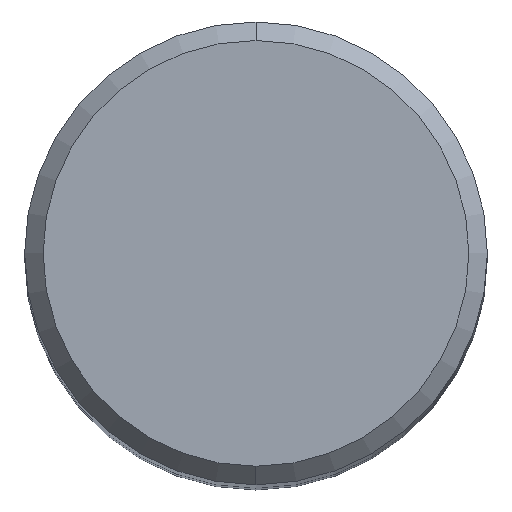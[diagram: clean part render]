
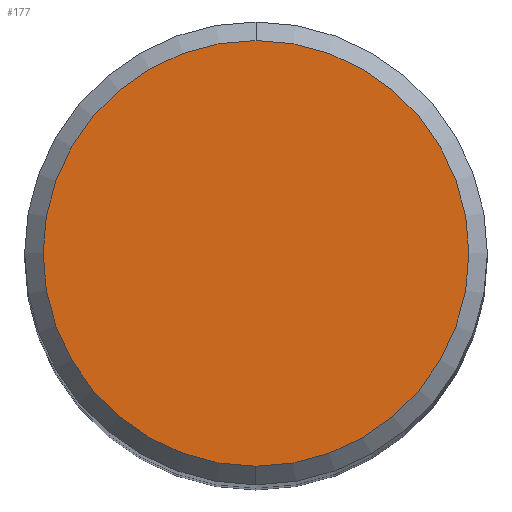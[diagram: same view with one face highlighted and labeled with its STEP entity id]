
A CAD part, top view. The second image highlights one B-rep face of the part: STEP entity #177.
In plain terms, the highlighted planar face has unit normal (0, 0, 1).
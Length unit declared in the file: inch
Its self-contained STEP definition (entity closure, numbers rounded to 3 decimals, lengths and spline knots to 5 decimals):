
#35 = DIRECTION ( 'NONE',  ( 0., 0., 1. ) ) ;
#68 = EDGE_LOOP ( 'NONE', ( #269, #359 ) ) ;
#74 = DIRECTION ( 'NONE',  ( 0., 0., -1. ) ) ;
#78 = DIRECTION ( 'NONE',  ( 0., 1., 0. ) ) ;
#102 = VERTEX_POINT ( 'NONE', #127 ) ;
#108 = EDGE_CURVE ( 'NONE', #102, #272, #135, .T. ) ;
#114 = DIRECTION ( 'NONE',  ( 0., -1., 0. ) ) ;
#116 = CARTESIAN_POINT ( 'NONE',  ( 0., -0.23, 0. ) ) ;
#127 = CARTESIAN_POINT ( 'NONE',  ( 0., 0.23, 0. ) ) ;
#135 = CIRCLE ( 'NONE', #384, 0.23 ) ;
#160 = DIRECTION ( 'NONE',  ( 0., -1., 0. ) ) ;
#176 = FACE_OUTER_BOUND ( 'NONE', #68, .T. ) ;
#177 = ADVANCED_FACE ( 'NONE', ( #176 ), #230, .F. ) ;
#193 = CARTESIAN_POINT ( 'NONE',  ( 0., 0., 0. ) ) ;
#214 = AXIS2_PLACEMENT_3D ( 'NONE', #238, #74, #78 ) ;
#217 = DIRECTION ( 'NONE',  ( 0., 0., 1. ) ) ;
#230 = PLANE ( 'NONE',  #214 ) ;
#238 = CARTESIAN_POINT ( 'NONE',  ( 0., 0.23, 0. ) ) ;
#269 = ORIENTED_EDGE ( 'NONE', *, *, #108, .T. ) ;
#272 = VERTEX_POINT ( 'NONE', #116 ) ;
#277 = EDGE_CURVE ( 'NONE', #272, #102, #303, .T. ) ;
#303 = CIRCLE ( 'NONE', #342, 0.23 ) ;
#342 = AXIS2_PLACEMENT_3D ( 'NONE', #370, #217, #114 ) ;
#359 = ORIENTED_EDGE ( 'NONE', *, *, #277, .T. ) ;
#370 = CARTESIAN_POINT ( 'NONE',  ( 0., 0., 0. ) ) ;
#384 = AXIS2_PLACEMENT_3D ( 'NONE', #193, #35, #160 ) ;
